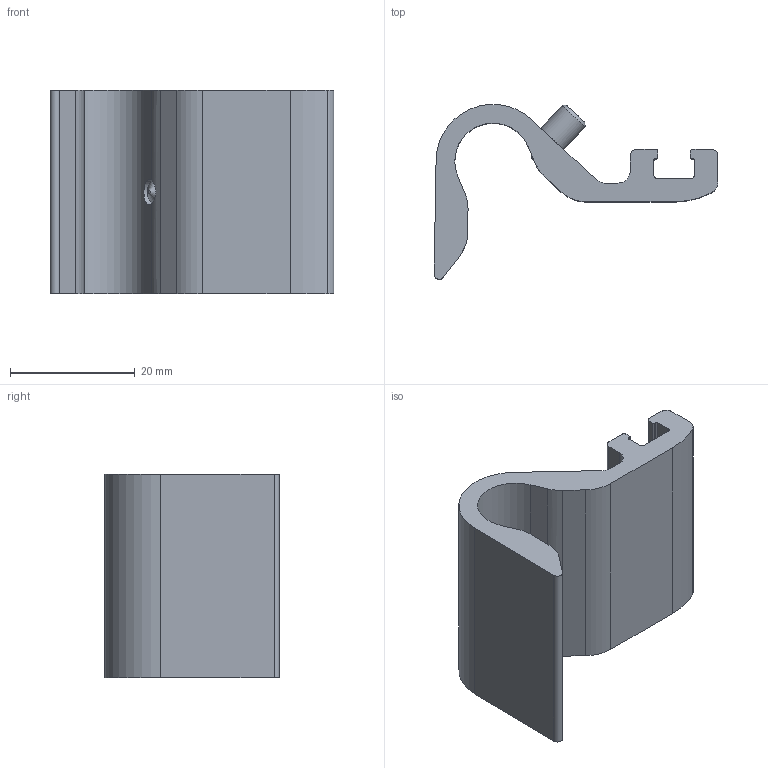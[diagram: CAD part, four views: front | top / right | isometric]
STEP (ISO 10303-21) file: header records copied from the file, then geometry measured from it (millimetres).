
FILE_DESCRIPTION(/* description */ ('STEP AP214'),/* implementation_level */ '2;1');
FILE_NAME(/* name */ '8127664_DASP-F10-125-A',/* time_stamp */ '2024-08-14T17:52:43+02:00',/* author */ ('License CC BY-ND 4.0'),/* organization */ ('CADENAS'),/* preprocessor_version */ 'ST-DEVELOPER v19.3',/* originating_system */ 'PARTsolutions',/* authorisation */ ' ');
FILE_SCHEMA (('AUTOMOTIVE_DESIGN {1 0 10303 214 3 1 1}'));
Length unit declared in the file: millimetre
Products named in the file (1): 8127664 DASP-F10-125-A
Bounding box: 45.42 x 27.95 x 32.5 mm (x, y, z)
Volume: 9963.4 mm3; surface area: 6181.3 mm2
Topology: 1 solids, 1 shells, 57 faces, 159 edges, 106 vertices
Faces by surface type: plane 32, cylinder 23, cone 2
Full cylindrical faces by diameter (mm): 4.134 x1, 5 x1
Entity records: 2223 total; most frequent: CARTESIAN_POINT 322, DIRECTION 315, ORIENTED_EDGE 304, EDGE_CURVE 152, AXIS2_PLACEMENT_3D 107, VERTEX_POINT 103, LINE 101, VECTOR 101
